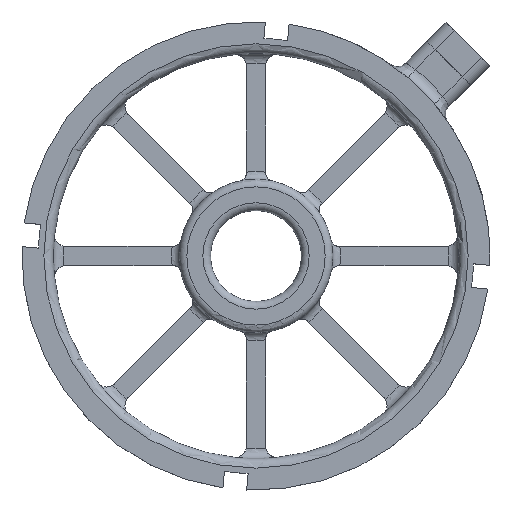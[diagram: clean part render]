
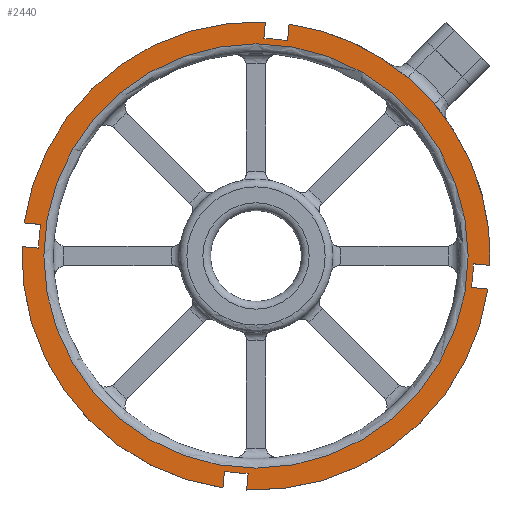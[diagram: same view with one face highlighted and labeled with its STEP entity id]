
A CAD part, top view. The second image highlights one B-rep face of the part: STEP entity #2440.
In plain terms, the highlighted planar face has unit normal (0, 0, 1).
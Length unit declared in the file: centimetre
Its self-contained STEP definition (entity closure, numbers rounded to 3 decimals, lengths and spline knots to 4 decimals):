
#181=PLANE('',#2635);
#216=VECTOR('',#2826,1.);
#220=VECTOR('',#2831,1.);
#247=VECTOR('',#2980,1.);
#248=VECTOR('',#2983,1.);
#249=VECTOR('',#2984,1.);
#250=VECTOR('',#2987,1.);
#251=VECTOR('',#2988,1.);
#252=VECTOR('',#2991,1.);
#382=LINE('',#3427,#216);
#386=LINE('',#3435,#220);
#413=LINE('',#3613,#247);
#414=LINE('',#3617,#248);
#415=LINE('',#3620,#249);
#416=LINE('',#3624,#250);
#417=LINE('',#3627,#251);
#418=LINE('',#3631,#252);
#547=VERTEX_POINT('',#3420);
#548=VERTEX_POINT('',#3422);
#550=VERTEX_POINT('',#3428);
#552=VERTEX_POINT('',#3434);
#636=VERTEX_POINT('',#3602);
#637=VERTEX_POINT('',#3606);
#638=VERTEX_POINT('',#3607);
#639=VERTEX_POINT('',#3609);
#640=VERTEX_POINT('',#3611);
#641=VERTEX_POINT('',#3612);
#642=VERTEX_POINT('',#3614);
#643=VERTEX_POINT('',#3616);
#644=VERTEX_POINT('',#3618);
#645=VERTEX_POINT('',#3619);
#646=VERTEX_POINT('',#3621);
#647=VERTEX_POINT('',#3623);
#648=VERTEX_POINT('',#3625);
#649=VERTEX_POINT('',#3626);
#650=VERTEX_POINT('',#3628);
#651=VERTEX_POINT('',#3630);
#805=CIRCLE('',#2574,5.67);
#861=CIRCLE('',#2634,6.1);
#862=CIRCLE('',#2636,5.5273);
#863=CIRCLE('',#2637,6.1);
#864=CIRCLE('',#2638,6.1);
#865=CIRCLE('',#2639,5.67);
#866=CIRCLE('',#2640,5.67);
#867=CIRCLE('',#2641,5.67);
#940=EDGE_CURVE('',#548,#547,#805,.T.);
#943=EDGE_CURVE('',#550,#548,#382,.T.);
#947=EDGE_CURVE('',#547,#552,#386,.T.);
#1032=EDGE_CURVE('',#636,#550,#861,.T.);
#1034=EDGE_CURVE('',#637,#637,#862,.T.);
#1035=EDGE_CURVE('',#552,#638,#861,.T.);
#1036=EDGE_CURVE('',#639,#638,#863,.T.);
#1037=EDGE_CURVE('',#640,#639,#864,.T.);
#1038=EDGE_CURVE('',#640,#641,#861,.T.);
#1039=EDGE_CURVE('',#641,#642,#413,.T.);
#1040=EDGE_CURVE('',#642,#643,#865,.T.);
#1041=EDGE_CURVE('',#643,#644,#414,.T.);
#1042=EDGE_CURVE('',#644,#645,#861,.T.);
#1043=EDGE_CURVE('',#645,#646,#415,.T.);
#1044=EDGE_CURVE('',#646,#647,#866,.T.);
#1045=EDGE_CURVE('',#647,#648,#416,.T.);
#1046=EDGE_CURVE('',#648,#649,#861,.T.);
#1047=EDGE_CURVE('',#649,#650,#417,.T.);
#1048=EDGE_CURVE('',#650,#651,#867,.T.);
#1049=EDGE_CURVE('',#651,#636,#418,.T.);
#1436=ORIENTED_EDGE('',*,*,#1034,.F.);
#1437=ORIENTED_EDGE('',*,*,#943,.T.);
#1438=ORIENTED_EDGE('',*,*,#940,.T.);
#1439=ORIENTED_EDGE('',*,*,#947,.T.);
#1440=ORIENTED_EDGE('',*,*,#1035,.T.);
#1441=ORIENTED_EDGE('',*,*,#1036,.F.);
#1442=ORIENTED_EDGE('',*,*,#1037,.F.);
#1443=ORIENTED_EDGE('',*,*,#1038,.T.);
#1444=ORIENTED_EDGE('',*,*,#1039,.T.);
#1445=ORIENTED_EDGE('',*,*,#1040,.T.);
#1446=ORIENTED_EDGE('',*,*,#1041,.T.);
#1447=ORIENTED_EDGE('',*,*,#1042,.T.);
#1448=ORIENTED_EDGE('',*,*,#1043,.T.);
#1449=ORIENTED_EDGE('',*,*,#1044,.T.);
#1450=ORIENTED_EDGE('',*,*,#1045,.T.);
#1451=ORIENTED_EDGE('',*,*,#1046,.T.);
#1452=ORIENTED_EDGE('',*,*,#1047,.T.);
#1453=ORIENTED_EDGE('',*,*,#1048,.T.);
#1454=ORIENTED_EDGE('',*,*,#1049,.T.);
#1455=ORIENTED_EDGE('',*,*,#1032,.T.);
#2137=EDGE_LOOP('',(#1436));
#2138=EDGE_LOOP('',(#1437,#1438,#1439,#1440,#1441,#1442,#1443,#1444,#1445,
#1446,#1447,#1448,#1449,#1450,#1451,#1452,#1453,#1454,#1455));
#2293=FACE_BOUND('',#2137,.T.);
#2294=FACE_BOUND('',#2138,.T.);
#2440=ADVANCED_FACE('',(#2293,#2294),#181,.T.);
#2574=AXIS2_PLACEMENT_3D('',#3421,#2821,#2822);
#2634=AXIS2_PLACEMENT_3D('',#3601,#2970,#2971);
#2635=AXIS2_PLACEMENT_3D('',#3604,#2973,$);
#2636=AXIS2_PLACEMENT_3D('',#3605,#2974,#2975);
#2637=AXIS2_PLACEMENT_3D('',#3608,#2976,#2977);
#2638=AXIS2_PLACEMENT_3D('',#3610,#2978,#2979);
#2639=AXIS2_PLACEMENT_3D('',#3615,#2981,#2982);
#2640=AXIS2_PLACEMENT_3D('',#3622,#2985,#2986);
#2641=AXIS2_PLACEMENT_3D('',#3629,#2989,#2990);
#2821=DIRECTION('',(0.,0.,1.));
#2822=DIRECTION('',(0.,5.67,0.));
#2826=DIRECTION('',(-0.996,0.091,0.));
#2831=DIRECTION('',(0.996,-0.091,0.));
#2970=DIRECTION('',(0.,0.,1.));
#2971=DIRECTION('',(0.,-6.1,0.));
#2973=DIRECTION('',(0.,0.,1.));
#2974=DIRECTION('',(0.,0.,1.));
#2975=DIRECTION('',(-5.527,0.,0.));
#2976=DIRECTION('',(0.,0.,-1.));
#2977=DIRECTION('',(6.1,0.,0.));
#2978=DIRECTION('',(0.,0.,-1.));
#2979=DIRECTION('',(6.1,0.,0.));
#2980=DIRECTION('',(-0.091,-0.996,0.));
#2981=DIRECTION('',(0.,0.,1.));
#2982=DIRECTION('',(-5.67,0.,0.));
#2983=DIRECTION('',(0.091,0.996,0.));
#2984=DIRECTION('',(0.996,-0.091,0.));
#2985=DIRECTION('',(0.,0.,1.));
#2986=DIRECTION('',(0.,-5.67,0.));
#2987=DIRECTION('',(-0.996,0.091,0.));
#2988=DIRECTION('',(0.091,0.996,0.));
#2989=DIRECTION('',(0.,0.,1.));
#2990=DIRECTION('',(5.67,0.,0.));
#2991=DIRECTION('',(-0.091,-0.996,0.));
#3420=CARTESIAN_POINT('',(5.6663,-0.2042,0.8));
#3421=CARTESIAN_POINT('',(0.,0.,0.8));
#3422=CARTESIAN_POINT('',(5.6101,-0.8217,0.8));
#3427=CARTESIAN_POINT('',(2.8982,-0.575,0.8));
#3428=CARTESIAN_POINT('',(6.039,-0.8607,0.8));
#3434=CARTESIAN_POINT('',(6.0951,-0.2432,0.8));
#3435=CARTESIAN_POINT('',(2.9544,0.0425,0.8));
#3601=CARTESIAN_POINT('',(0.,0.,0.8));
#3602=CARTESIAN_POINT('',(-0.2432,-6.0951,0.8));
#3604=CARTESIAN_POINT('',(0.,0.,0.8));
#3605=CARTESIAN_POINT('',(0.,0.,0.8));
#3606=CARTESIAN_POINT('',(5.5273,0.,0.8));
#3607=CARTESIAN_POINT('',(4.6371,3.9632,0.8));
#3608=CARTESIAN_POINT('',(0.,0.,0.8));
#3609=CARTESIAN_POINT('',(3.9632,4.6371,0.8));
#3610=CARTESIAN_POINT('',(0.,0.,0.8));
#3611=CARTESIAN_POINT('',(3.9632,4.6372,0.8));
#3612=CARTESIAN_POINT('',(0.8607,6.039,0.8));
#3613=CARTESIAN_POINT('',(0.575,2.8982,0.8));
#3614=CARTESIAN_POINT('',(0.8217,5.6101,0.8));
#3615=CARTESIAN_POINT('',(0.,0.,0.8));
#3616=CARTESIAN_POINT('',(0.2042,5.6663,0.8));
#3617=CARTESIAN_POINT('',(-0.0425,2.9544,0.8));
#3618=CARTESIAN_POINT('',(0.2432,6.0951,0.8));
#3619=CARTESIAN_POINT('',(-6.039,0.8607,0.8));
#3620=CARTESIAN_POINT('',(-2.8982,0.575,0.8));
#3621=CARTESIAN_POINT('',(-5.6101,0.8217,0.8));
#3622=CARTESIAN_POINT('',(0.,0.,0.8));
#3623=CARTESIAN_POINT('',(-5.6663,0.2042,0.8));
#3624=CARTESIAN_POINT('',(-2.9544,-0.0425,0.8));
#3625=CARTESIAN_POINT('',(-6.0951,0.2432,0.8));
#3626=CARTESIAN_POINT('',(-0.8607,-6.039,0.8));
#3627=CARTESIAN_POINT('',(-0.575,-2.8982,0.8));
#3628=CARTESIAN_POINT('',(-0.8217,-5.6101,0.8));
#3629=CARTESIAN_POINT('',(0.,0.,0.8));
#3630=CARTESIAN_POINT('',(-0.2042,-5.6663,0.8));
#3631=CARTESIAN_POINT('',(0.0425,-2.9544,0.8));
